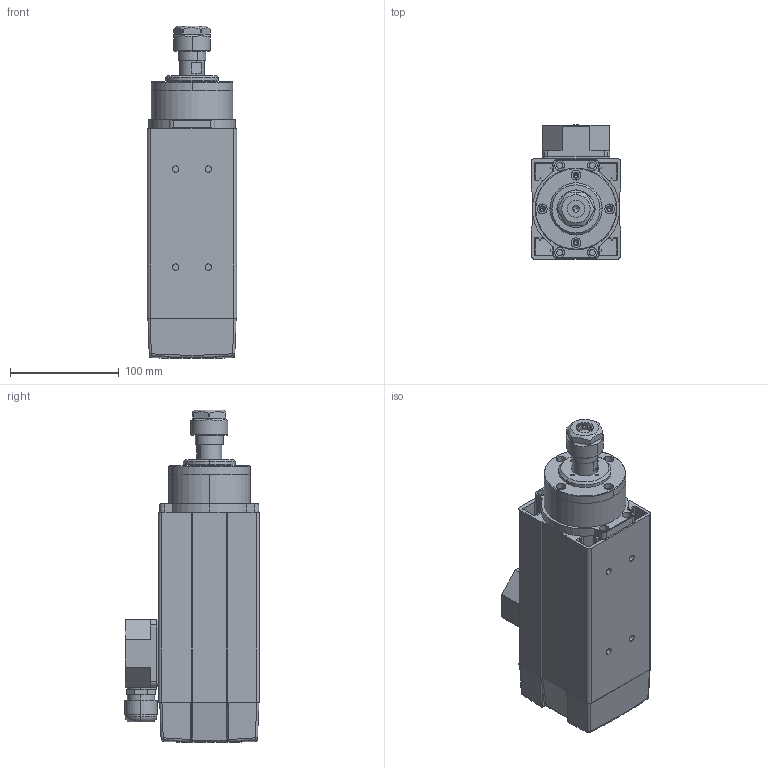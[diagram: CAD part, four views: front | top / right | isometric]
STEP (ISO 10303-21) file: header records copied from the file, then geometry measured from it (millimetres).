
FILE_DESCRIPTION (( 'STEP AP214' ), '1' );
FILE_NAME ('GDF46-18Z-2.2.STEP', '2021-05-27T05:51:00', ( '萇齟' ), ( '' ), 'SwSTEP 2.0', 'SolidWorks 2018', '' );
FILE_SCHEMA (( 'AUTOMOTIVE_DESIGN' ));
Length unit declared in the file: millimetre
Products named in the file (13): GDF46睿60籵蚚堤盄碟62x62-PG13; ER20蹟簽; GDF46睿60籵蚚寡蝶菜62x62; 袪謂﹞粣; 萇埭羲壽M18x1.5PG13.5AD18; 瑞欶.prt; GDF46-18Z-1.5-06 儂褲; GDF46睿60籵蚚堤盄碟62x62; GDF46-18Z-2.2; 傷裔; ER20 粟俶芠標; GDF46-18Z-1.5-06 躇猾裔; ヶ裔
Assembly tree (12 placements, depth 3):
  GDF46-18Z-2.2
    GDF46-18Z-1.5-06 儂褲
    傷裔
    ヶ裔
    GDF46-18Z-1.5-06 躇猾裔
    袪謂﹞粣
    瑞欶.prt
    ER20 粟俶芠標
    ER20蹟簽
    GDF46睿60籵蚚堤盄碟62x62-PG13
      GDF46睿60籵蚚寡蝶菜62x62
      GDF46睿60籵蚚堤盄碟62x62
      萇埭羲壽M18x1.5PG13.5AD18
Bounding box: 82 x 123.8 x 305 mm (x, y, z)
Volume: 664993.7 mm3; surface area: 284207.2 mm2
Topology: 11 solids, 11 shells, 509 faces, 1274 edges, 817 vertices
Faces by surface type: cylinder 213, plane 209, cone 37, bspline 32, torus 12, sphere 6
Entity records: 17373 total; most frequent: CARTESIAN_POINT 4466, DIRECTION 2607, ORIENTED_EDGE 2520, EDGE_CURVE 1260, AXIS2_PLACEMENT_3D 984, VERTEX_POINT 817, VECTOR 639, LINE 639
